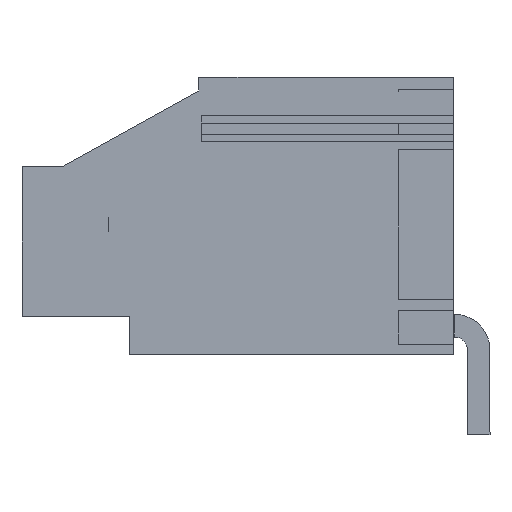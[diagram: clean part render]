
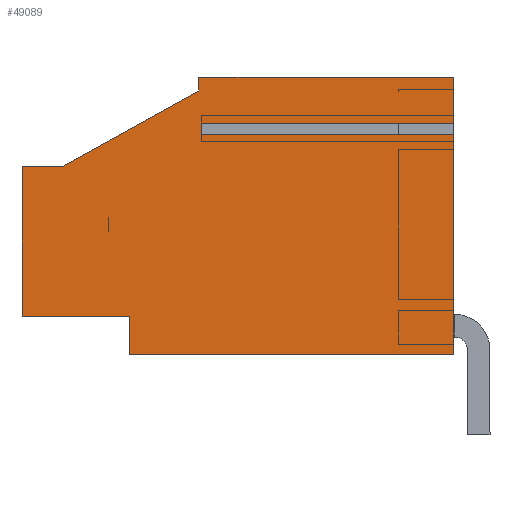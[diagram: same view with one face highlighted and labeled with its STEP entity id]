
A CAD part, left-side view. The second image highlights one B-rep face of the part: STEP entity #49089.
In plain terms, the highlighted planar face has unit normal (-1, 0, 0).
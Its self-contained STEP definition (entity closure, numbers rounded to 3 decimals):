
#49053=AXIS2_PLACEMENT_3D('Plane Axis2P3D',#49050,#49051,#49052) ;
#48635=CARTESIAN_POINT('Vertex',(-91.44,18.57,11.963)) ;
#48642=CARTESIAN_POINT('Vertex',(-91.44,18.57,6.022)) ;
#48645=CARTESIAN_POINT('Line Origine',(-91.44,18.57,8.992)) ;
#48678=CARTESIAN_POINT('Vertex',(-91.44,16.958,11.963)) ;
#48681=CARTESIAN_POINT('Line Origine',(-91.44,17.764,11.963)) ;
#48702=CARTESIAN_POINT('Vertex',(-91.44,11.55,14.961)) ;
#48705=CARTESIAN_POINT('Line Origine',(-91.44,14.254,13.462)) ;
#48729=CARTESIAN_POINT('Line Origine',(-91.44,11.55,15.239)) ;
#48733=CARTESIAN_POINT('Vertex',(-91.44,11.55,15.517)) ;
#48753=CARTESIAN_POINT('Line Origine',(-91.44,6.5,15.517)) ;
#48757=CARTESIAN_POINT('Vertex',(-91.44,1.45,15.517)) ;
#48795=CARTESIAN_POINT('Vertex',(-91.44,1.45,13.692)) ;
#48837=CARTESIAN_POINT('Vertex',(-91.44,1.45,13.242)) ;
#48840=CARTESIAN_POINT('Line Origine',(-91.44,1.45,8.879)) ;
#48844=CARTESIAN_POINT('Vertex',(-91.44,1.45,4.517)) ;
#48852=CARTESIAN_POINT('Line Origine',(-91.44,1.45,14.604)) ;
#48943=CARTESIAN_POINT('Vertex',(-91.44,14.3,4.517)) ;
#48961=CARTESIAN_POINT('Line Origine',(-91.44,7.875,4.517)) ;
#48994=CARTESIAN_POINT('Vertex',(-91.44,14.3,6.022)) ;
#48997=CARTESIAN_POINT('Line Origine',(-91.44,14.3,5.269)) ;
#49038=CARTESIAN_POINT('Line Origine',(-91.44,16.435,6.022)) ;
#49050=CARTESIAN_POINT('Axis2P3D Location',(-91.44,10.01,10.017)) ;
#49055=CARTESIAN_POINT('Line Origine',(-91.44,6.45,13.242)) ;
#49059=CARTESIAN_POINT('Vertex',(-91.44,11.45,13.242)) ;
#49062=CARTESIAN_POINT('Line Origine',(-91.44,11.45,13.467)) ;
#49066=CARTESIAN_POINT('Vertex',(-91.44,11.45,13.692)) ;
#49069=CARTESIAN_POINT('Line Origine',(-91.44,6.45,13.692)) ;
#48646=DIRECTION('Vector Direction',(0.,0.,1.)) ;
#48682=DIRECTION('Vector Direction',(0.,-1.,0.)) ;
#48706=DIRECTION('Vector Direction',(0.,-0.875,0.485)) ;
#48730=DIRECTION('Vector Direction',(0.,0.,-1.)) ;
#48754=DIRECTION('Vector Direction',(0.,1.,0.)) ;
#48841=DIRECTION('Vector Direction',(0.,0.,1.)) ;
#48853=DIRECTION('Vector Direction',(0.,0.,1.)) ;
#48962=DIRECTION('Vector Direction',(0.,1.,0.)) ;
#48998=DIRECTION('Vector Direction',(0.,0.,1.)) ;
#49039=DIRECTION('Vector Direction',(0.,-1.,0.)) ;
#49051=DIRECTION('Axis2P3D Direction',(-1.,0.,0.)) ;
#49052=DIRECTION('Axis2P3D XDirection',(0.,0.,1.)) ;
#49056=DIRECTION('Vector Direction',(0.,1.,0.)) ;
#49063=DIRECTION('Vector Direction',(0.,0.,1.)) ;
#49070=DIRECTION('Vector Direction',(0.,1.,0.)) ;
#48647=VECTOR('Line Direction',#48646,1.) ;
#48683=VECTOR('Line Direction',#48682,1.) ;
#48707=VECTOR('Line Direction',#48706,1.) ;
#48731=VECTOR('Line Direction',#48730,1.) ;
#48755=VECTOR('Line Direction',#48754,1.) ;
#48842=VECTOR('Line Direction',#48841,1.) ;
#48854=VECTOR('Line Direction',#48853,1.) ;
#48963=VECTOR('Line Direction',#48962,1.) ;
#48999=VECTOR('Line Direction',#48998,1.) ;
#49040=VECTOR('Line Direction',#49039,1.) ;
#49057=VECTOR('Line Direction',#49056,1.) ;
#49064=VECTOR('Line Direction',#49063,1.) ;
#49071=VECTOR('Line Direction',#49070,1.) ;
#49075=ORIENTED_EDGE('',*,*,#48856,.T.) ;
#49076=ORIENTED_EDGE('',*,*,#48759,.T.) ;
#49077=ORIENTED_EDGE('',*,*,#48735,.T.) ;
#49078=ORIENTED_EDGE('',*,*,#48709,.F.) ;
#49079=ORIENTED_EDGE('',*,*,#48685,.F.) ;
#49080=ORIENTED_EDGE('',*,*,#48649,.F.) ;
#49081=ORIENTED_EDGE('',*,*,#49042,.T.) ;
#49082=ORIENTED_EDGE('',*,*,#49001,.F.) ;
#49083=ORIENTED_EDGE('',*,*,#48965,.F.) ;
#49084=ORIENTED_EDGE('',*,*,#48846,.T.) ;
#49085=ORIENTED_EDGE('',*,*,#49061,.T.) ;
#49086=ORIENTED_EDGE('',*,*,#49068,.T.) ;
#49087=ORIENTED_EDGE('',*,*,#49073,.F.) ;
#49089=ADVANCED_FACE('23',(#49088),#49054,.T.) ;
#48649=EDGE_CURVE('',#48643,#48636,#48648,.T.) ;
#48685=EDGE_CURVE('',#48636,#48679,#48684,.T.) ;
#48709=EDGE_CURVE('',#48679,#48703,#48708,.T.) ;
#48735=EDGE_CURVE('',#48734,#48703,#48732,.T.) ;
#48759=EDGE_CURVE('',#48758,#48734,#48756,.T.) ;
#48846=EDGE_CURVE('',#48845,#48838,#48843,.T.) ;
#48856=EDGE_CURVE('',#48796,#48758,#48855,.T.) ;
#48965=EDGE_CURVE('',#48845,#48944,#48964,.T.) ;
#49001=EDGE_CURVE('',#48944,#48995,#49000,.T.) ;
#49042=EDGE_CURVE('',#48643,#48995,#49041,.T.) ;
#49061=EDGE_CURVE('',#48838,#49060,#49058,.T.) ;
#49068=EDGE_CURVE('',#49060,#49067,#49065,.T.) ;
#49073=EDGE_CURVE('',#48796,#49067,#49072,.T.) ;
#49074=EDGE_LOOP('',(#49075,#49076,#49077,#49078,#49079,#49080,#49081,#49082,#49083,#49084,#49085,#49086,#49087)) ;
#49088=FACE_OUTER_BOUND('',#49074,.T.) ;
#48648=LINE('Line',#48645,#48647) ;
#48684=LINE('Line',#48681,#48683) ;
#48708=LINE('Line',#48705,#48707) ;
#48732=LINE('Line',#48729,#48731) ;
#48756=LINE('Line',#48753,#48755) ;
#48843=LINE('Line',#48840,#48842) ;
#48855=LINE('Line',#48852,#48854) ;
#48964=LINE('Line',#48961,#48963) ;
#49000=LINE('Line',#48997,#48999) ;
#49041=LINE('Line',#49038,#49040) ;
#49058=LINE('Line',#49055,#49057) ;
#49065=LINE('Line',#49062,#49064) ;
#49072=LINE('Line',#49069,#49071) ;
#49054=PLANE('',#49053) ;
#48636=VERTEX_POINT('',#48635) ;
#48643=VERTEX_POINT('',#48642) ;
#48679=VERTEX_POINT('',#48678) ;
#48703=VERTEX_POINT('',#48702) ;
#48734=VERTEX_POINT('',#48733) ;
#48758=VERTEX_POINT('',#48757) ;
#48796=VERTEX_POINT('',#48795) ;
#48838=VERTEX_POINT('',#48837) ;
#48845=VERTEX_POINT('',#48844) ;
#48944=VERTEX_POINT('',#48943) ;
#48995=VERTEX_POINT('',#48994) ;
#49060=VERTEX_POINT('',#49059) ;
#49067=VERTEX_POINT('',#49066) ;
